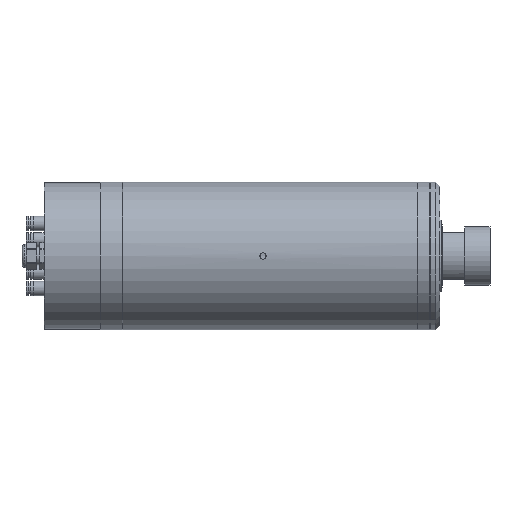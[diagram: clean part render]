
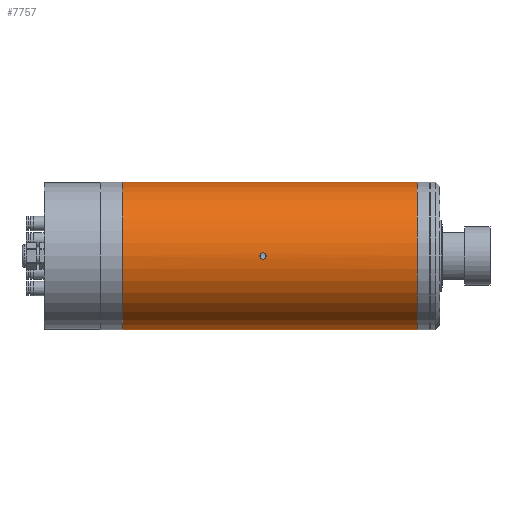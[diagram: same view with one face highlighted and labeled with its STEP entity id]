
A CAD part, front view. The second image highlights one B-rep face of the part: STEP entity #7757.
In plain terms, the highlighted cylindrical face has radius 50 mm (diameter 100 mm), a partial arc.
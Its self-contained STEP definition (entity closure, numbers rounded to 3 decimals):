
#165 = DIRECTION ( 'NONE',  ( 1., 0., 0. ) ) ;
#232 = AXIS2_PLACEMENT_3D ( 'NONE', #7401, #7427, #8697 ) ;
#288 = EDGE_CURVE ( 'NONE', #4329, #4445, #3604, .T. ) ;
#307 = CARTESIAN_POINT ( 'NONE',  ( -106.6, -50., -0.14 ) ) ;
#310 = EDGE_CURVE ( 'NONE', #5934, #7115, #6295, .T. ) ;
#365 = CARTESIAN_POINT ( 'NONE',  ( -106.587, -49.999, 0.274 ) ) ;
#425 = CARTESIAN_POINT ( 'NONE',  ( -105.432, -49.964, 1.887 ) ) ;
#454 = CARTESIAN_POINT ( 'NONE',  ( -105.784, -49.972, 1.668 ) ) ;
#462 = CARTESIAN_POINT ( 'NONE',  ( -102.455, -49.998, 0.551 ) ) ;
#496 = CARTESIAN_POINT ( 'NONE',  ( -103.113, -49.975, -1.583 ) ) ;
#523 = CARTESIAN_POINT ( 'NONE',  ( -104.5, -49.956, 2.1 ) ) ;
#583 = CARTESIAN_POINT ( 'NONE',  ( -104.224, -49.956, -2.086 ) ) ;
#756 = VERTEX_POINT ( 'NONE', #3208 ) ;
#840 = CARTESIAN_POINT ( 'NONE',  ( 71.014, 0., 0. ) ) ;
#855 = ORIENTED_EDGE ( 'NONE', *, *, #310, .F. ) ;
#873 = DIRECTION ( 'NONE',  ( 0., 0., -1. ) ) ;
#951 = ORIENTED_EDGE ( 'NONE', *, *, #1558, .T. ) ;
#1041 = CYLINDRICAL_SURFACE ( 'NONE', #7622, 50. ) ;
#1129 = CARTESIAN_POINT ( 'NONE',  ( -103.823, -49.96, 1.993 ) ) ;
#1159 = CARTESIAN_POINT ( 'NONE',  ( -103.22, -49.972, 1.67 ) ) ;
#1250 = CARTESIAN_POINT ( 'NONE',  ( -103.955, -49.959, -2.033 ) ) ;
#1333 = CARTESIAN_POINT ( 'NONE',  ( -199.7, 0., 0. ) ) ;
#1558 = EDGE_CURVE ( 'NONE', #5934, #1658, #6702, .T. ) ;
#1658 = VERTEX_POINT ( 'NONE', #3393 ) ;
#1660 = CARTESIAN_POINT ( 'NONE',  ( -105.79, -49.972, -1.679 ) ) ;
#1715 = CARTESIAN_POINT ( 'NONE',  ( -106.322, -49.989, -1.053 ) ) ;
#1773 = CARTESIAN_POINT ( 'NONE',  ( -104.225, -49.956, 2.086 ) ) ;
#1809 = CARTESIAN_POINT ( 'NONE',  ( -103.448, -49.967, 1.823 ) ) ;
#1834 = CARTESIAN_POINT ( 'NONE',  ( -102.4, -50., 0.275 ) ) ;
#1860 = CARTESIAN_POINT ( 'NONE',  ( -102.917, -49.981, -1.387 ) ) ;
#1911 = CARTESIAN_POINT ( 'NONE',  ( -103.446, -49.967, -1.822 ) ) ;
#2319 = CARTESIAN_POINT ( 'NONE',  ( -105.556, -49.966, -1.836 ) ) ;
#2394 = CARTESIAN_POINT ( 'NONE',  ( -106.323, -49.989, 1.051 ) ) ;
#2488 = CARTESIAN_POINT ( 'NONE',  ( -102.4, -50., -0.136 ) ) ;
#2603 = CARTESIAN_POINT ( 'NONE',  ( -103.219, -49.972, -1.67 ) ) ;
#2664 = DIRECTION ( 'NONE',  ( 0., 0., -1. ) ) ;
#2973 = CARTESIAN_POINT ( 'NONE',  ( -106.387, -49.991, -0.932 ) ) ;
#2995 = CARTESIAN_POINT ( 'NONE',  ( -106.533, -49.997, -0.545 ) ) ;
#3028 = DIRECTION ( 'NONE',  ( 1., 0., 0. ) ) ;
#3047 = CARTESIAN_POINT ( 'NONE',  ( -106.492, -49.996, -0.679 ) ) ;
#3134 = CARTESIAN_POINT ( 'NONE',  ( 71.014, 0., -50. ) ) ;
#3208 = CARTESIAN_POINT ( 'NONE',  ( 0., 0., -50. ) ) ;
#3224 = CARTESIAN_POINT ( 'NONE',  ( -102.507, -49.996, -0.676 ) ) ;
#3291 = CARTESIAN_POINT ( 'NONE',  ( -199.7, 0., 50. ) ) ;
#3393 = CARTESIAN_POINT ( 'NONE',  ( -199.7, 0., -50. ) ) ;
#3414 = ORIENTED_EDGE ( 'NONE', *, *, #7962, .T. ) ;
#3534 = VECTOR ( 'NONE', #3028, 1000. ) ;
#3604 = B_SPLINE_CURVE_WITH_KNOTS ( 'NONE', 3,
 ( #6396, #5718, #7098, #6312, #7072, #2319, #1660, #7774, #6991, #1715, #2973, #3047, #2995, #7743, #307, #4405, #365, #7693, #3672, #5072, #2394, #5800, #7128, #6515, #454, #5890, #425, #6543, #5858, #523 ),
 .UNSPECIFIED., .F., .F.,
 ( 4, 2, 2, 2, 2, 2, 2, 2, 2, 2, 2, 2, 2, 2, 4 ),
 ( 0.007, 0.007, 0.007, 0.008, 0.009, 0.009, 0.009, 0.01, 0.01, 0.011, 0.011, 0.011, 0.012, 0.012, 0.013 ),
 .UNSPECIFIED. ) ;
#3672 = CARTESIAN_POINT ( 'NONE',  ( -106.493, -49.996, 0.675 ) ) ;
#3699 = CARTESIAN_POINT ( 'NONE',  ( -102.467, -49.997, -0.545 ) ) ;
#3779 = CARTESIAN_POINT ( 'NONE',  ( 71.014, 0., 50. ) ) ;
#3837 = CARTESIAN_POINT ( 'NONE',  ( -104.363, -49.956, -2.1 ) ) ;
#3870 = VECTOR ( 'NONE', #4454, 1000. ) ;
#3897 = CARTESIAN_POINT ( 'NONE',  ( -103.569, -49.964, -1.887 ) ) ;
#3921 = CARTESIAN_POINT ( 'NONE',  ( -102.612, -49.992, -0.93 ) ) ;
#4035 = B_SPLINE_CURVE_WITH_KNOTS ( 'NONE', 3,
 ( #6404, #5778, #1773, #6459, #1129, #7832, #1809, #1159, #7166, #4485, #5832, #462, #1834, #2488, #7722, #3699, #3224, #3921, #7260, #7867, #1860, #496, #2603, #1911, #3897, #7896, #1250, #583, #3837, #6547 ),
 .UNSPECIFIED., .F., .F.,
 ( 4, 2, 2, 2, 2, 2, 2, 2, 2, 2, 2, 2, 2, 2, 4 ),
 ( 0., 0., 0.001, 0.001, 0.002, 0.002, 0.003, 0.004, 0.004, 0.005, 0.005, 0.005, 0.006, 0.006, 0.007 ),
 .UNSPECIFIED. ) ;
#4286 = FACE_BOUND ( 'NONE', #5207, .T. ) ;
#4329 = VERTEX_POINT ( 'NONE', #8028 ) ;
#4405 = CARTESIAN_POINT ( 'NONE',  ( -106.6, -50., 0.137 ) ) ;
#4445 = VERTEX_POINT ( 'NONE', #5464 ) ;
#4454 = DIRECTION ( 'NONE',  ( 1., 0., 0. ) ) ;
#4485 = CARTESIAN_POINT ( 'NONE',  ( -102.821, -49.984, 1.291 ) ) ;
#4558 = ORIENTED_EDGE ( 'NONE', *, *, #288, .T. ) ;
#4617 = ORIENTED_EDGE ( 'NONE', *, *, #8036, .F. ) ;
#5011 = CIRCLE ( 'NONE', #232, 50. ) ;
#5072 = CARTESIAN_POINT ( 'NONE',  ( -106.388, -49.992, 0.93 ) ) ;
#5207 = EDGE_LOOP ( 'NONE', ( #3414, #4558 ) ) ;
#5217 = LINE ( 'NONE', #3134, #3534 ) ;
#5464 = CARTESIAN_POINT ( 'NONE',  ( -104.5, -49.956, 2.1 ) ) ;
#5523 = ORIENTED_EDGE ( 'NONE', *, *, #7887, .T. ) ;
#5718 = CARTESIAN_POINT ( 'NONE',  ( -104.637, -49.956, -2.1 ) ) ;
#5778 = CARTESIAN_POINT ( 'NONE',  ( -104.361, -49.956, 2.1 ) ) ;
#5800 = CARTESIAN_POINT ( 'NONE',  ( -106.171, -49.984, 1.279 ) ) ;
#5832 = CARTESIAN_POINT ( 'NONE',  ( -102.665, -49.989, 1.057 ) ) ;
#5858 = CARTESIAN_POINT ( 'NONE',  ( -104.777, -49.956, 2.1 ) ) ;
#5890 = CARTESIAN_POINT ( 'NONE',  ( -105.554, -49.967, 1.821 ) ) ;
#5934 = VERTEX_POINT ( 'NONE', #3291 ) ;
#6014 = DIRECTION ( 'NONE',  ( 1., 0., 0. ) ) ;
#6295 = LINE ( 'NONE', #3779, #3870 ) ;
#6312 = CARTESIAN_POINT ( 'NONE',  ( -105.044, -49.959, -2.033 ) ) ;
#6396 = CARTESIAN_POINT ( 'NONE',  ( -104.5, -49.956, -2.1 ) ) ;
#6404 = CARTESIAN_POINT ( 'NONE',  ( -104.5, -49.956, 2.1 ) ) ;
#6459 = CARTESIAN_POINT ( 'NONE',  ( -103.956, -49.959, 2.033 ) ) ;
#6515 = CARTESIAN_POINT ( 'NONE',  ( -105.889, -49.975, 1.581 ) ) ;
#6543 = CARTESIAN_POINT ( 'NONE',  ( -105.053, -49.958, 2.044 ) ) ;
#6547 = CARTESIAN_POINT ( 'NONE',  ( -104.5, -49.956, -2.1 ) ) ;
#6702 = CIRCLE ( 'NONE', #7920, 50. ) ;
#6943 = CARTESIAN_POINT ( 'NONE',  ( 0., 0., 50. ) ) ;
#6991 = CARTESIAN_POINT ( 'NONE',  ( -106.169, -49.984, -1.281 ) ) ;
#7072 = CARTESIAN_POINT ( 'NONE',  ( -105.177, -49.96, -1.993 ) ) ;
#7098 = CARTESIAN_POINT ( 'NONE',  ( -104.773, -49.956, -2.087 ) ) ;
#7115 = VERTEX_POINT ( 'NONE', #6943 ) ;
#7128 = CARTESIAN_POINT ( 'NONE',  ( -106.083, -49.981, 1.387 ) ) ;
#7166 = CARTESIAN_POINT ( 'NONE',  ( -103.112, -49.975, 1.582 ) ) ;
#7260 = CARTESIAN_POINT ( 'NONE',  ( -102.678, -49.989, -1.053 ) ) ;
#7401 = CARTESIAN_POINT ( 'NONE',  ( 0., 0., 0. ) ) ;
#7427 = DIRECTION ( 'NONE',  ( 1., 0., 0. ) ) ;
#7622 = AXIS2_PLACEMENT_3D ( 'NONE', #840, #165, #873 ) ;
#7693 = CARTESIAN_POINT ( 'NONE',  ( -106.533, -49.997, 0.542 ) ) ;
#7722 = CARTESIAN_POINT ( 'NONE',  ( -102.414, -49.999, -0.275 ) ) ;
#7726 = EDGE_LOOP ( 'NONE', ( #855, #951, #5523, #4617 ) ) ;
#7743 = CARTESIAN_POINT ( 'NONE',  ( -106.586, -49.999, -0.277 ) ) ;
#7757 = ADVANCED_FACE ( 'NONE', ( #7841, #4286 ), #1041, .T. ) ;
#7774 = CARTESIAN_POINT ( 'NONE',  ( -106.081, -49.981, -1.389 ) ) ;
#7832 = CARTESIAN_POINT ( 'NONE',  ( -103.569, -49.964, 1.887 ) ) ;
#7841 = FACE_OUTER_BOUND ( 'NONE', #7726, .T. ) ;
#7867 = CARTESIAN_POINT ( 'NONE',  ( -102.83, -49.984, -1.28 ) ) ;
#7887 = EDGE_CURVE ( 'NONE', #1658, #756, #5217, .T. ) ;
#7896 = CARTESIAN_POINT ( 'NONE',  ( -103.824, -49.96, -1.993 ) ) ;
#7920 = AXIS2_PLACEMENT_3D ( 'NONE', #1333, #6014, #2664 ) ;
#7962 = EDGE_CURVE ( 'NONE', #4445, #4329, #4035, .T. ) ;
#8028 = CARTESIAN_POINT ( 'NONE',  ( -104.5, -49.956, -2.1 ) ) ;
#8036 = EDGE_CURVE ( 'NONE', #7115, #756, #5011, .T. ) ;
#8697 = DIRECTION ( 'NONE',  ( 0., 0., -1. ) ) ;
